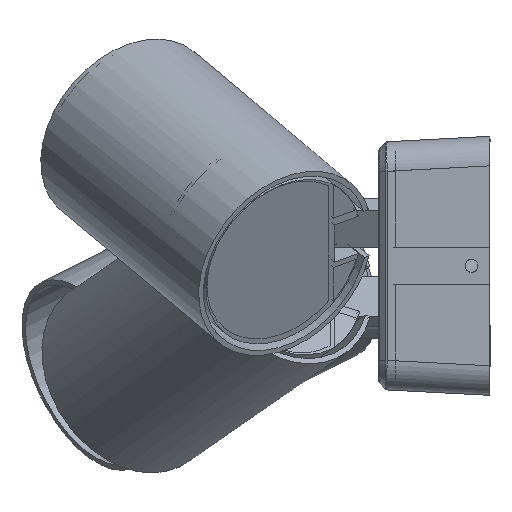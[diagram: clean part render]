
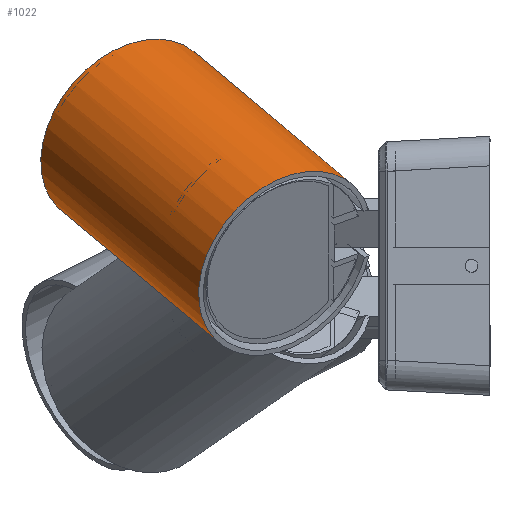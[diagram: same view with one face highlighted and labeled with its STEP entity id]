
A CAD part, left-side view. The second image highlights one B-rep face of the part: STEP entity #1022.
In plain terms, the highlighted cylindrical face has radius 28 mm (diameter 56 mm), a full revolution.
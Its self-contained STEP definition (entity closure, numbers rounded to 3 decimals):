
#400=CIRCLE('',#5071,28.);
#401=CIRCLE('',#5072,28.);
#480=CYLINDRICAL_SURFACE('',#5073,28.);
#772=B_SPLINE_CURVE_WITH_KNOTS('',3,(#8571,#8572,#8573,#8574,#8575,#8576,
#8577,#8578,#8579,#8580),.UNSPECIFIED.,.F.,.F.,(4,2,2,2,4),(0.,0.25,0.5,
0.75,1.),.UNSPECIFIED.);
#1022=ADVANCED_FACE('',(#1279,#1280),#480,.T.);
#1279=FACE_BOUND('',#1604,.T.);
#1280=FACE_BOUND('',#1605,.T.);
#1604=EDGE_LOOP('',(#2857));
#1605=EDGE_LOOP('',(#2858,#2859,#2860,#2861));
#2857=ORIENTED_EDGE('',*,*,#3916,.F.);
#2858=ORIENTED_EDGE('',*,*,#3917,.T.);
#2859=ORIENTED_EDGE('',*,*,#3918,.T.);
#2860=ORIENTED_EDGE('',*,*,#3919,.T.);
#2861=ORIENTED_EDGE('',*,*,#3920,.T.);
#3292=VERTEX_POINT('',#8570);
#3293=VERTEX_POINT('',#8581);
#3294=VERTEX_POINT('',#8582);
#3295=VERTEX_POINT('',#8584);
#3296=VERTEX_POINT('',#8586);
#3916=EDGE_CURVE('',#3292,#3292,#400,.T.);
#3917=EDGE_CURVE('',#3293,#3294,#772,.T.);
#3918=EDGE_CURVE('',#3294,#3295,#4290,.T.);
#3919=EDGE_CURVE('',#3295,#3296,#401,.T.);
#3920=EDGE_CURVE('',#3296,#3293,#4291,.T.);
#4290=LINE('',#8583,#4657);
#4291=LINE('',#8587,#4658);
#4657=VECTOR('',#6278,1.);
#4658=VECTOR('',#6281,1.);
#5071=AXIS2_PLACEMENT_3D('',#8569,#6276,#6277);
#5072=AXIS2_PLACEMENT_3D('',#8585,#6279,#6280);
#5073=AXIS2_PLACEMENT_3D('',#8588,#6282,#6283);
#6276=DIRECTION('',(0.,0.,1.));
#6277=DIRECTION('',(1.,0.,0.));
#6278=DIRECTION('',(0.,0.,-1.));
#6279=DIRECTION('',(0.,0.,1.));
#6280=DIRECTION('',(1.,0.,0.));
#6281=DIRECTION('',(0.,0.,1.));
#6282=DIRECTION('',(0.,0.,-1.));
#6283=DIRECTION('',(-1.,0.,0.));
#8569=CARTESIAN_POINT('',(0.,0.,78.));
#8570=CARTESIAN_POINT('',(28.,0.,78.));
#8571=CARTESIAN_POINT('',(26.977,-7.5,8.5));
#8572=CARTESIAN_POINT('',(26.977,-7.5,10.491));
#8573=CARTESIAN_POINT('',(27.228,-6.68,12.427));
#8574=CARTESIAN_POINT('',(27.759,-3.927,15.18));
#8575=CARTESIAN_POINT('',(28.,-1.973,15.998));
#8576=CARTESIAN_POINT('',(28.,1.959,16.002));
#8577=CARTESIAN_POINT('',(27.761,3.913,15.192));
#8578=CARTESIAN_POINT('',(27.226,6.689,12.418));
#8579=CARTESIAN_POINT('',(26.977,7.5,10.491));
#8580=CARTESIAN_POINT('',(26.977,7.5,8.5));
#8581=CARTESIAN_POINT('',(26.977,-7.5,8.5));
#8582=CARTESIAN_POINT('',(26.977,7.5,8.5));
#8583=CARTESIAN_POINT('',(26.977,7.5,78.));
#8584=CARTESIAN_POINT('',(26.977,7.5,0.));
#8585=CARTESIAN_POINT('',(0.,0.,0.));
#8586=CARTESIAN_POINT('',(26.977,-7.5,0.));
#8587=CARTESIAN_POINT('',(26.977,-7.5,78.));
#8588=CARTESIAN_POINT('',(0.,0.,78.));
